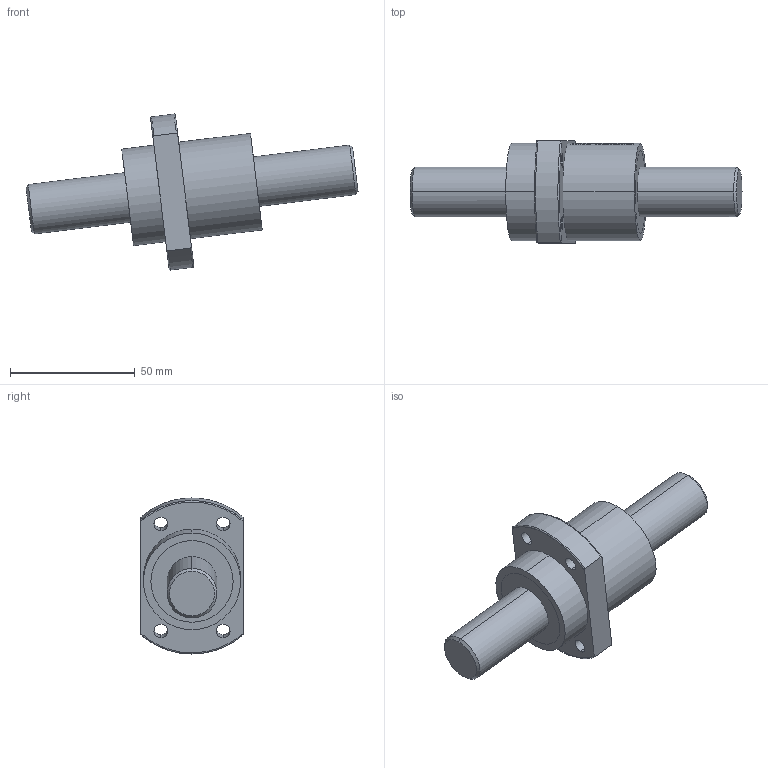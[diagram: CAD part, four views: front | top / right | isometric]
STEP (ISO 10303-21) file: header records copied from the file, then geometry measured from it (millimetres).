
FILE_DESCRIPTION (( 'STEP AP214' ), '1' );
FILE_NAME ('SFY2020-3.6.STEP', '2019-04-24T05:39:29', ( '' ), ( '' ), 'SwSTEP 2.0', 'SolidWorks 2015', '' );
FILE_SCHEMA (( 'AUTOMOTIVE_DESIGN' ));
Length unit declared in the file: millimetre
Products named in the file (1): SFY2020-3.6
Bounding box: 133.21 x 41 x 62.6 mm (x, y, z)
Volume: 97694.4 mm3; surface area: 28927.9 mm2
Topology: 4 solids, 4 shells, 610 faces, 1676 edges, 1116 vertices
Faces by surface type: bspline 496, cylinder 77, plane 33, cone 4
Entity records: 28142 total; most frequent: CARTESIAN_POINT 16946, ORIENTED_EDGE 3352, EDGE_CURVE 1676, B_SPLINE_CURVE_WITH_KNOTS 1519, VERTEX_POINT 1116, EDGE_LOOP 666, ADVANCED_FACE 610, FACE_OUTER_BOUND 610
